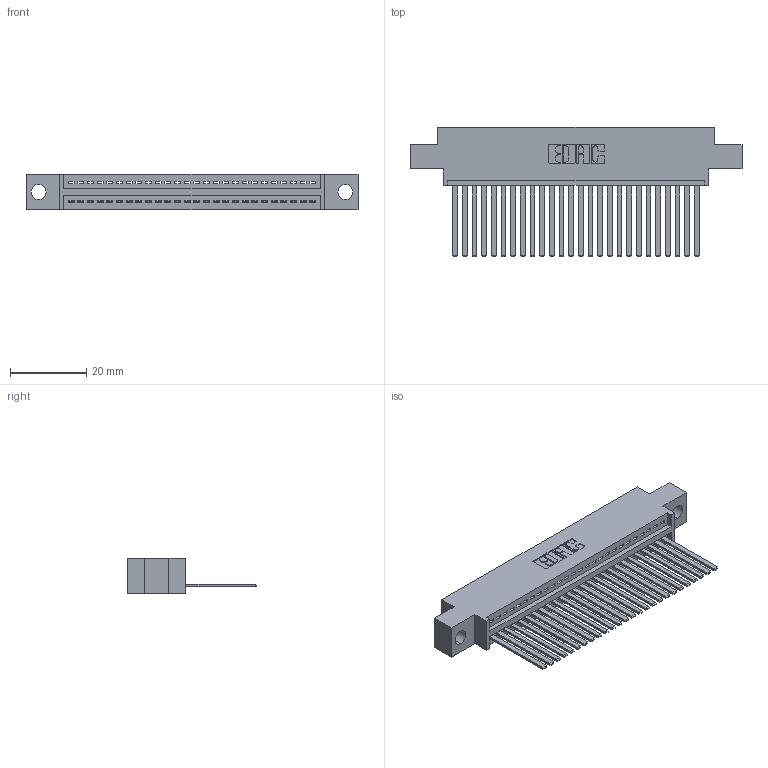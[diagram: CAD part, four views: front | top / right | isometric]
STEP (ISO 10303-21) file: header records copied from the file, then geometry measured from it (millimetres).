
FILE_DESCRIPTION (( 'STEP AP203' ), '1' );
FILE_NAME ('395-026-544-604.STEP', '2018-11-10T00:29:52', ( '' ), ( '' ), 'SwSTEP 2.0', 'SolidWorks 2016', '' );
FILE_SCHEMA (( 'CONFIG_CONTROL_DESIGN' ));
Length unit declared in the file: inch
Products named in the file (3): 345 Part_0.170 Offset - 0.156 Dia-TH; 395-026-544-604; 345-292-001_345-293-144
Assembly tree (27 placements, depth 2):
  395-026-544-604
    345 Part_0.170 Offset - 0.156 Dia-TH
    345-292-001_345-293-144  x26
Bounding box: 87.25 x 33.96 x 9.4 mm (x, y, z)
Volume: 8255.8 mm3; surface area: 11593 mm2
Topology: 27 solids, 27 shells, 1482 faces, 4461 edges, 2938 vertices
Faces by surface type: plane 1020, cylinder 462
Entity records: 21673 total; most frequent: CARTESIAN_POINT 3762, ORIENTED_EDGE 3722, DIRECTION 3305, EDGE_CURVE 1861, LINE 1629, VECTOR 1629, VERTEX_POINT 1238, AXIS2_PLACEMENT_3D 838
